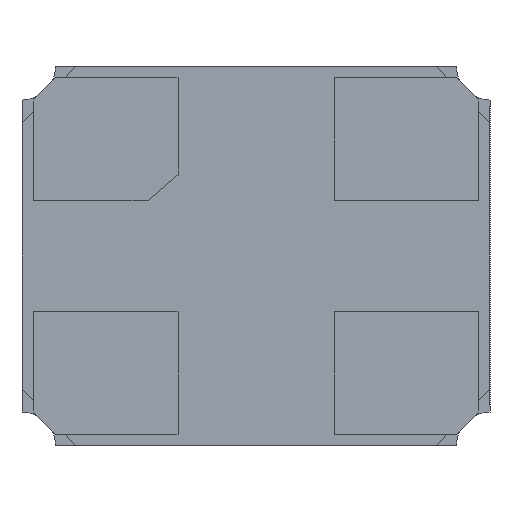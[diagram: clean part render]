
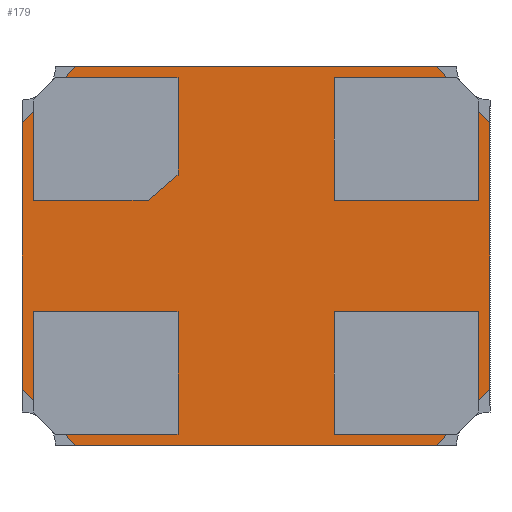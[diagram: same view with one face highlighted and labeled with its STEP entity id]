
A CAD part, front view. The second image highlights one B-rep face of the part: STEP entity #179.
In plain terms, the highlighted planar face has unit normal (0, -1, 0).
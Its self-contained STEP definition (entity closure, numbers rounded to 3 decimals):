
#160 = EDGE_CURVE ( 'NONE', #3492, #164, #2312, .T. ) ;
#164 = VERTEX_POINT ( 'NONE', #2337 ) ;
#175 = VERTEX_POINT ( 'NONE', #2382 ) ;
#176 = EDGE_CURVE ( 'NONE', #164, #175, #2331, .T. ) ;
#177 = EDGE_LOOP ( 'NONE', ( #1584, #1582, #1586, #1583, #1587, #1585, #1613, #1610 ) ) ;
#179 = ADVANCED_FACE ( 'NONE', ( #2384 ), #2407, .T. ) ;
#1582 = ORIENTED_EDGE ( 'NONE', *, *, #3730, .F. ) ;
#1583 = ORIENTED_EDGE ( 'NONE', *, *, #3210, .F. ) ;
#1584 = ORIENTED_EDGE ( 'NONE', *, *, #160, .F. ) ;
#1585 = ORIENTED_EDGE ( 'NONE', *, *, #4201, .F. ) ;
#1586 = ORIENTED_EDGE ( 'NONE', *, *, #3746, .F. ) ;
#1587 = ORIENTED_EDGE ( 'NONE', *, *, #3830, .F. ) ;
#1610 = ORIENTED_EDGE ( 'NONE', *, *, #176, .F. ) ;
#1613 = ORIENTED_EDGE ( 'NONE', *, *, #3972, .F. ) ;
#2307 = DIRECTION ( 'NONE',  ( -0.683, 0., 0.73 ) ) ;
#2308 = VECTOR ( 'NONE', #2307, 1000. ) ;
#2311 = CARTESIAN_POINT ( 'NONE',  ( -1.05, 0.05, -0.594 ) ) ;
#2312 = LINE ( 'NONE', #2311, #2308 ) ;
#2330 = CARTESIAN_POINT ( 'NONE',  ( -1.05, 0.05, 0.594 ) ) ;
#2331 = LINE ( 'NONE', #2330, #2373 ) ;
#2337 = CARTESIAN_POINT ( 'NONE',  ( -1.05, 0.05, -0.594 ) ) ;
#2372 = DIRECTION ( 'NONE',  ( 0., 0., 1. ) ) ;
#2373 = VECTOR ( 'NONE', #2372, 1000. ) ;
#2382 = CARTESIAN_POINT ( 'NONE',  ( -1.05, 0.05, 0.594 ) ) ;
#2384 = FACE_OUTER_BOUND ( 'NONE', #177, .T. ) ;
#2403 = DIRECTION ( 'NONE',  ( 0., 0., -1. ) ) ;
#2404 = DIRECTION ( 'NONE',  ( 0., -1., 0. ) ) ;
#2405 = CARTESIAN_POINT ( 'NONE',  ( 0., 0.05, -1.715 ) ) ;
#2406 = AXIS2_PLACEMENT_3D ( 'NONE', #2405, #2404, #2403 ) ;
#2407 = PLANE ( 'NONE',  #2406 ) ;
#3210 = EDGE_CURVE ( 'NONE', #3847, #3249, #10677, .T. ) ;
#3249 = VERTEX_POINT ( 'NONE', #10427 ) ;
#3433 = VERTEX_POINT ( 'NONE', #10741 ) ;
#3492 = VERTEX_POINT ( 'NONE', #10765 ) ;
#3730 = EDGE_CURVE ( 'NONE', #3433, #3492, #10794, .T. ) ;
#3746 = EDGE_CURVE ( 'NONE', #3249, #3433, #10798, .T. ) ;
#3830 = EDGE_CURVE ( 'NONE', #4279, #3847, #10869, .T. ) ;
#3847 = VERTEX_POINT ( 'NONE', #10866 ) ;
#3887 = VERTEX_POINT ( 'NONE', #10852 ) ;
#3972 = EDGE_CURVE ( 'NONE', #175, #3887, #10921, .T. ) ;
#4201 = EDGE_CURVE ( 'NONE', #3887, #4279, #10962, .T. ) ;
#4279 = VERTEX_POINT ( 'NONE', #10961 ) ;
#10427 = CARTESIAN_POINT ( 'NONE',  ( 1.05, 0.05, -0.594 ) ) ;
#10671 = DIRECTION ( 'NONE',  ( 0., 0., -1. ) ) ;
#10672 = VECTOR ( 'NONE', #10671, 1000. ) ;
#10676 = CARTESIAN_POINT ( 'NONE',  ( 1.05, 0.05, -0.594 ) ) ;
#10677 = LINE ( 'NONE', #10676, #10672 ) ;
#10741 = CARTESIAN_POINT ( 'NONE',  ( 0.81, 0.05, -0.85 ) ) ;
#10765 = CARTESIAN_POINT ( 'NONE',  ( -0.81, 0.05, -0.85 ) ) ;
#10787 = DIRECTION ( 'NONE',  ( -0.683, 0., -0.73 ) ) ;
#10788 = VECTOR ( 'NONE', #10787, 1000. ) ;
#10789 = CARTESIAN_POINT ( 'NONE',  ( 0.81, 0.05, -0.85 ) ) ;
#10791 = DIRECTION ( 'NONE',  ( -1., 0., 0. ) ) ;
#10792 = VECTOR ( 'NONE', #10791, 1000. ) ;
#10793 = CARTESIAN_POINT ( 'NONE',  ( -0.81, 0.05, -0.85 ) ) ;
#10794 = LINE ( 'NONE', #10793, #10792 ) ;
#10798 = LINE ( 'NONE', #10789, #10788 ) ;
#10852 = CARTESIAN_POINT ( 'NONE',  ( -0.81, 0.05, 0.85 ) ) ;
#10865 = DIRECTION ( 'NONE',  ( 0.683, 0., -0.73 ) ) ;
#10866 = CARTESIAN_POINT ( 'NONE',  ( 1.05, 0.05, 0.594 ) ) ;
#10867 = VECTOR ( 'NONE', #10865, 1000. ) ;
#10868 = CARTESIAN_POINT ( 'NONE',  ( 1.05, 0.05, 0.594 ) ) ;
#10869 = LINE ( 'NONE', #10868, #10867 ) ;
#10916 = DIRECTION ( 'NONE',  ( 0.683, 0., 0.73 ) ) ;
#10917 = VECTOR ( 'NONE', #10916, 1000. ) ;
#10919 = CARTESIAN_POINT ( 'NONE',  ( -0.81, 0.05, 0.85 ) ) ;
#10921 = LINE ( 'NONE', #10919, #10917 ) ;
#10956 = DIRECTION ( 'NONE',  ( 1., 0., 0. ) ) ;
#10957 = VECTOR ( 'NONE', #10956, 1000. ) ;
#10958 = CARTESIAN_POINT ( 'NONE',  ( 0.81, 0.05, 0.85 ) ) ;
#10961 = CARTESIAN_POINT ( 'NONE',  ( 0.81, 0.05, 0.85 ) ) ;
#10962 = LINE ( 'NONE', #10958, #10957 ) ;
